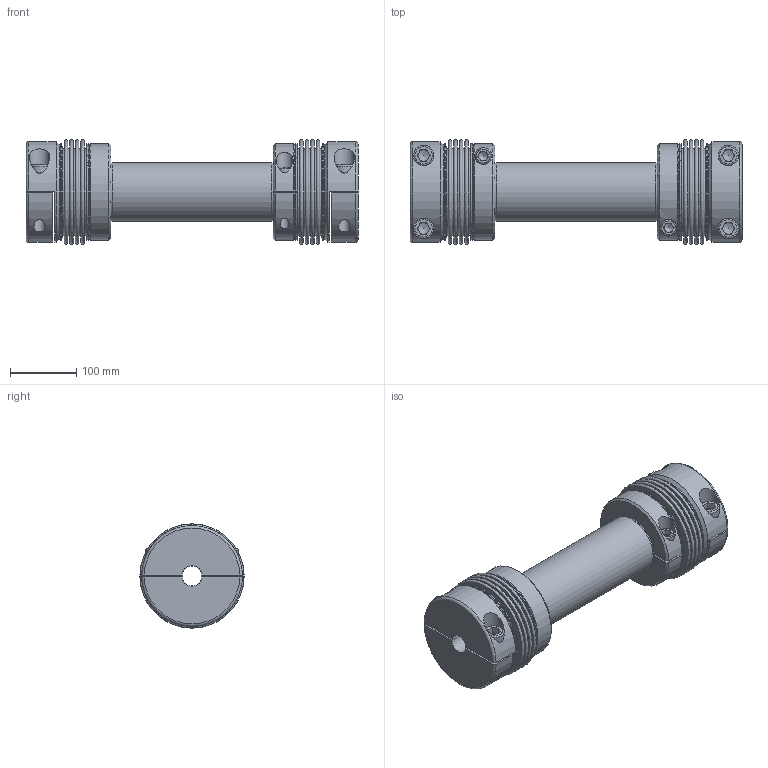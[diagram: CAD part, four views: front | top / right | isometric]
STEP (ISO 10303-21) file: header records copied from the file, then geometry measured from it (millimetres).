
FILE_DESCRIPTION( ( 'Unknown' ), '1' );
FILE_NAME( 'WD-VA 1200 - L=0,5m.stp', 'Unknown', ( 'Unknown' ), ( 'Unknown' ), 'PSStep 10.1', 'Unknown', ' ' );
FILE_SCHEMA( ( 'AUTOMOTIVE_DESIGN { 1 0 10303 214 1 1 1 1 }' ) );
Length unit declared in the file: millimetre
Products named in the file (1): WD-VA 1200
Bounding box: 500 x 157 x 157 mm (x, y, z)
Volume: 2770050.9 mm3; surface area: 758395.3 mm2
Topology: 1 solids, 1 shells, 310 faces, 702 edges, 454 vertices
Faces by surface type: plane 156, cylinder 58, torus 56, cone 40
Full cylindrical faces by diameter (mm): 14 x2, 16 x6, 16.3 x2, 17.294 x4, 20 x4, 21 x4, 24 x2, 25 x2, 30 x4, 31 x4, 80.98 x1, 88.1 x4, 88.9 x1, 143.2 x4, 145 x4, 152 x2
Entity records: 11354 total; most frequent: CARTESIAN_POINT 2613, DIRECTION 1368, ORIENTED_EDGE 1024, AXIS2_PLACEMENT_3D 575, EDGE_CURVE 512, EDGE_LOOP 506, FACE_OUTER_BOUND 404, VERTEX_POINT 400
